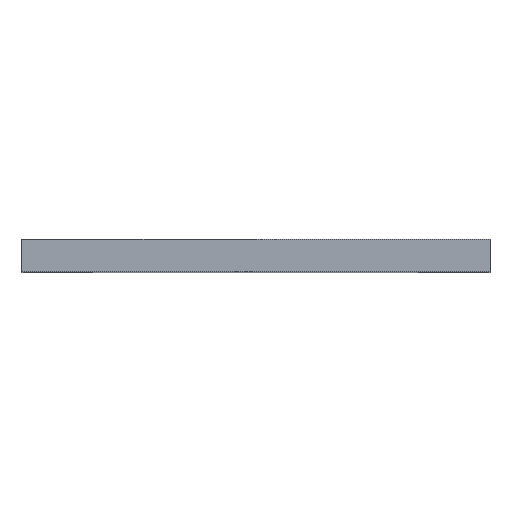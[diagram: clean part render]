
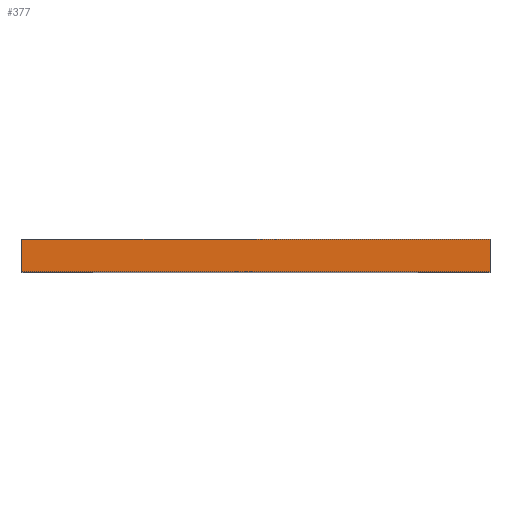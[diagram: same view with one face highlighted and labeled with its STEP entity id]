
A CAD part, top view. The second image highlights one B-rep face of the part: STEP entity #377.
In plain terms, the highlighted planar face has unit normal (0, 0, 1).
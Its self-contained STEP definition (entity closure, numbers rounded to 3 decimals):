
#86 = CARTESIAN_POINT ( 'NONE',  ( 1523.836, 0., 412.399 ) ) ;
#93 = DIRECTION ( 'NONE',  ( 0., 0., -1. ) ) ;
#105 = DIRECTION ( 'NONE',  ( 0., -1., 0. ) ) ;
#160 = LINE ( 'NONE', #86, #795 ) ;
#182 = DIRECTION ( 'NONE',  ( 0., -1., 0. ) ) ;
#188 = LINE ( 'NONE', #560, #1018 ) ;
#218 = EDGE_CURVE ( 'NONE', #400, #944, #160, .T. ) ;
#241 = DIRECTION ( 'NONE',  ( 1., 0., 0. ) ) ;
#282 = CARTESIAN_POINT ( 'NONE',  ( 1523.836, 50., 412.399 ) ) ;
#353 = LINE ( 'NONE', #805, #732 ) ;
#356 = ORIENTED_EDGE ( 'NONE', *, *, #428, .T. ) ;
#357 = CARTESIAN_POINT ( 'NONE',  ( 803.836, 0., 412.399 ) ) ;
#370 = FACE_OUTER_BOUND ( 'NONE', #426, .T. ) ;
#377 = ADVANCED_FACE ( 'NONE', ( #370 ), #380, .F. ) ;
#380 = PLANE ( 'NONE',  #833 ) ;
#400 = VERTEX_POINT ( 'NONE', #357 ) ;
#401 = EDGE_CURVE ( 'NONE', #642, #944, #1020, .T. ) ;
#426 = EDGE_LOOP ( 'NONE', ( #1116, #444, #924, #356 ) ) ;
#428 = EDGE_CURVE ( 'NONE', #769, #400, #188, .T. ) ;
#444 = ORIENTED_EDGE ( 'NONE', *, *, #401, .F. ) ;
#560 = CARTESIAN_POINT ( 'NONE',  ( 803.836, 50., 412.399 ) ) ;
#568 = VECTOR ( 'NONE', #182, 1000. ) ;
#642 = VERTEX_POINT ( 'NONE', #724 ) ;
#688 = CARTESIAN_POINT ( 'NONE',  ( 1523.836, 0., 412.399 ) ) ;
#690 = EDGE_CURVE ( 'NONE', #769, #642, #353, .T. ) ;
#724 = CARTESIAN_POINT ( 'NONE',  ( 1523.836, 50., 412.399 ) ) ;
#732 = VECTOR ( 'NONE', #241, 1000. ) ;
#744 = CARTESIAN_POINT ( 'NONE',  ( 1523.836, 50., 412.399 ) ) ;
#769 = VERTEX_POINT ( 'NONE', #868 ) ;
#795 = VECTOR ( 'NONE', #1170, 1000. ) ;
#805 = CARTESIAN_POINT ( 'NONE',  ( 803.836, 50., 412.399 ) ) ;
#833 = AXIS2_PLACEMENT_3D ( 'NONE', #744, #93, #865 ) ;
#865 = DIRECTION ( 'NONE',  ( -1., 0., 0. ) ) ;
#868 = CARTESIAN_POINT ( 'NONE',  ( 803.836, 50., 412.399 ) ) ;
#924 = ORIENTED_EDGE ( 'NONE', *, *, #690, .F. ) ;
#944 = VERTEX_POINT ( 'NONE', #688 ) ;
#1018 = VECTOR ( 'NONE', #105, 1000. ) ;
#1020 = LINE ( 'NONE', #282, #568 ) ;
#1116 = ORIENTED_EDGE ( 'NONE', *, *, #218, .T. ) ;
#1170 = DIRECTION ( 'NONE',  ( 1., 0., 0. ) ) ;
